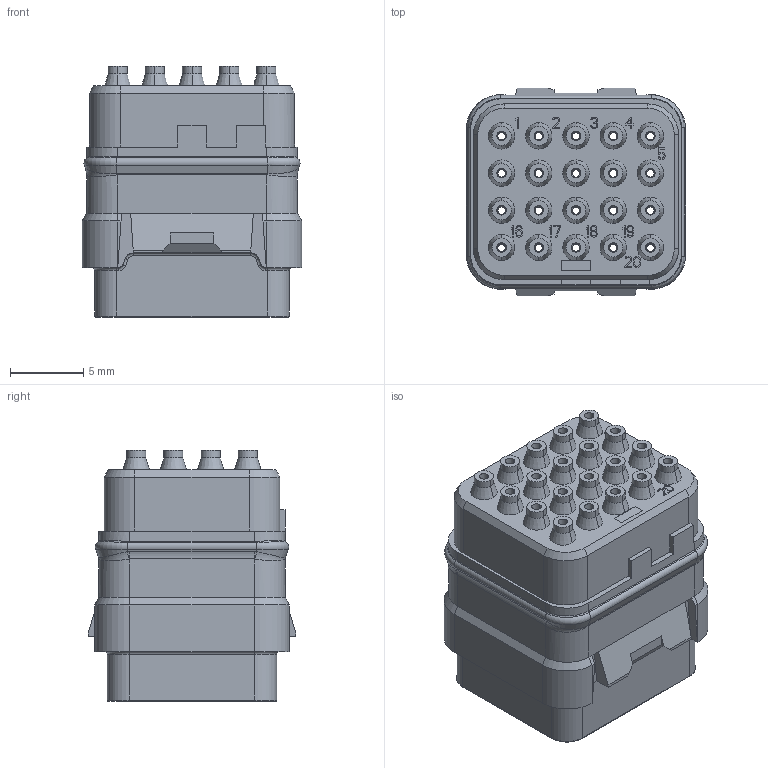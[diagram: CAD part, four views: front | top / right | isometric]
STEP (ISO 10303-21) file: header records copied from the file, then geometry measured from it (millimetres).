
FILE_DESCRIPTION((''),'2;1');
FILE_NAME('SIME2022PC','2019-12-02T',('presta_be4'),(''),'CREO PARAMETRIC BY PTC INC, 2018360','CREO PARAMETRIC BY PTC INC, 2018360','');
FILE_SCHEMA(('CONFIG_CONTROL_DESIGN'));
Products named in the file (1): SIME2022PC
Bounding box: 15 x 14.2 x 17.14 mm (x, y, z)
Volume: 1945.3 mm3; surface area: 3391.6 mm2
Topology: 1 solids, 1 shells, 2665 faces, 6430 edges, 3926 vertices
Faces by surface type: plane 1233, cylinder 560, torus 340, cone 336, bspline 196
Entity records: 83739 total; most frequent: CARTESIAN_POINT 20741, DIRECTION 13523, ORIENTED_EDGE 12860, EDGE_CURVE 6430, AXIS2_PLACEMENT_3D 4746, VECTOR 4031, LINE 4031, VERTEX_POINT 3926
